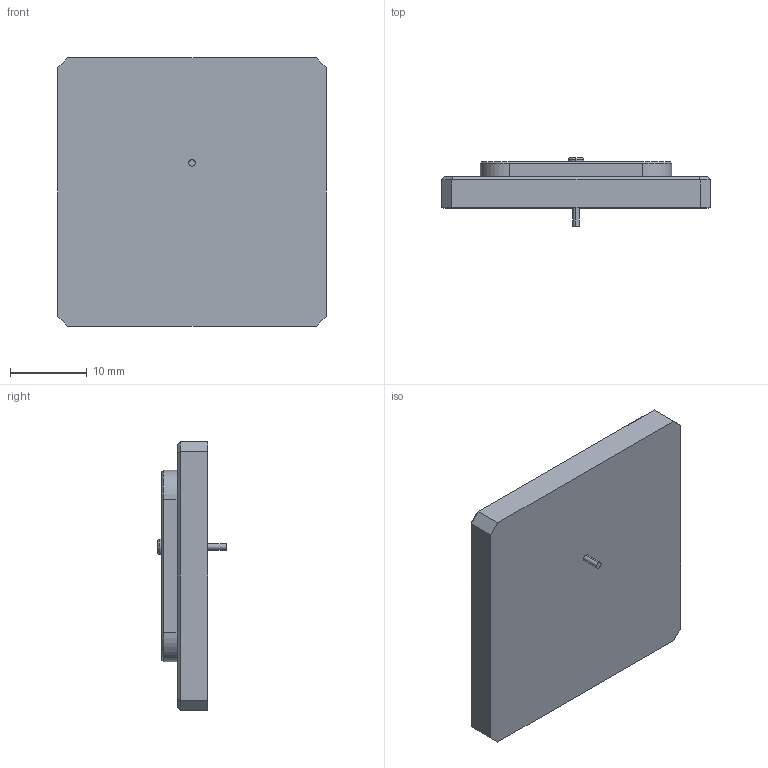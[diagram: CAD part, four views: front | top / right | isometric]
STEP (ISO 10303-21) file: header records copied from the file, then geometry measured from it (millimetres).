
FILE_DESCRIPTION (( 'STEP AP214' ), '1' );
FILE_NAME ('GVLB365.A_D01.STEP', '2024-07-31T04:09:10', ( '' ), ( '' ), 'SwSTEP 2.0', 'SolidWorks 2022', '' );
FILE_SCHEMA (( 'AUTOMOTIVE_DESIGN' ));
Length unit declared in the file: millimetre
Products named in the file (1): GVLB365.A_D01
Bounding box: 35 x 8.9 x 35 mm (x, y, z)
Volume: 6102.2 mm3; surface area: 3145.6 mm2
Topology: 1 solids, 1 shells, 306 faces, 801 edges, 528 vertices
Faces by surface type: plane 165, bspline 123, cylinder 12, cone 4, torus 2
Entity records: 15375 total; most frequent: CARTESIAN_POINT 5347, ORIENTED_EDGE 1602, DIRECTION 955, EDGE_CURVE 801, VERTEX_POINT 528, VECTOR 523, LINE 523, EDGE_LOOP 337
